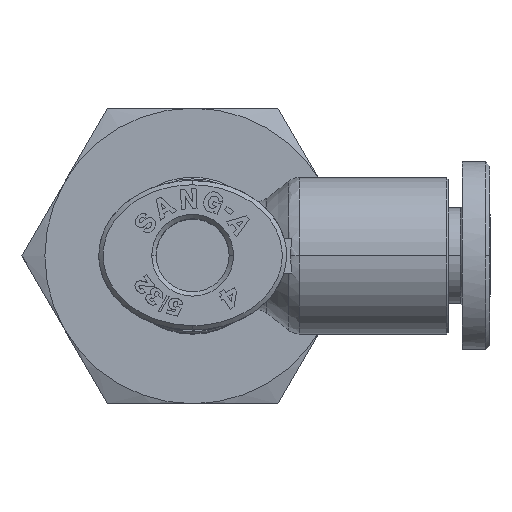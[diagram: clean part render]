
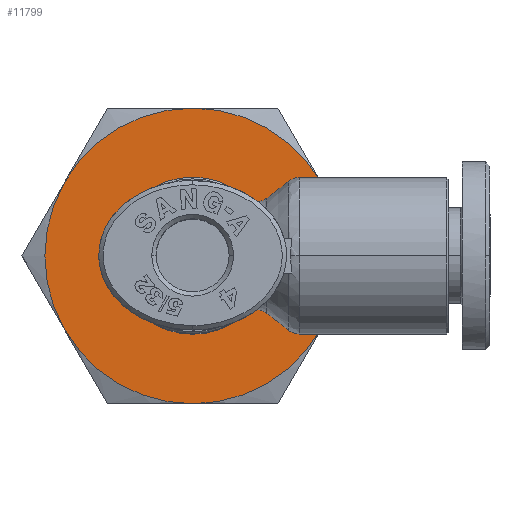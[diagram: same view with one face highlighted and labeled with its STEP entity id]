
A CAD part, top view. The second image highlights one B-rep face of the part: STEP entity #11799.
In plain terms, the highlighted planar face has unit normal (0, 0, 1).
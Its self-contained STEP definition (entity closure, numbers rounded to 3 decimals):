
#795 = CIRCLE ( 'NONE', #13917, 8.5 ) ;
#955 = DIRECTION ( 'NONE',  ( 0., 0., -1. ) ) ;
#1688 = CARTESIAN_POINT ( 'NONE',  ( -5.3, 0., -4.8 ) ) ;
#1690 = FACE_BOUND ( 'NONE', #26234, .T. ) ;
#1945 = AXIS2_PLACEMENT_3D ( 'NONE', #14479, #955, #5647 ) ;
#2082 = EDGE_CURVE ( 'NONE', #11867, #19879, #795, .T. ) ;
#2208 = EDGE_LOOP ( 'NONE', ( #13259, #24129, #26331, #8187, #6104, #9754 ) ) ;
#2738 = CIRCLE ( 'NONE', #21895, 8.5 ) ;
#3624 = EDGE_CURVE ( 'NONE', #13322, #26515, #26740, .T. ) ;
#4340 = CARTESIAN_POINT ( 'NONE',  ( -5.3, 0., -4.8 ) ) ;
#4355 = AXIS2_PLACEMENT_3D ( 'NONE', #4340, #8579, #8779 ) ;
#5185 = DIRECTION ( 'NONE',  ( 0., 0., 1. ) ) ;
#5189 = DIRECTION ( 'NONE',  ( 0., 1., 0. ) ) ;
#5307 = AXIS2_PLACEMENT_3D ( 'NONE', #25157, #9436, #13875 ) ;
#5647 = DIRECTION ( 'NONE',  ( -1., 0., 0. ) ) ;
#6104 = ORIENTED_EDGE ( 'NONE', *, *, #12003, .F. ) ;
#6478 = CARTESIAN_POINT ( 'NONE',  ( -5.3, 4.501, -4.8 ) ) ;
#6673 = CARTESIAN_POINT ( 'NONE',  ( -5.3, 0., -4.8 ) ) ;
#6763 = CARTESIAN_POINT ( 'NONE',  ( -12.661, -4.25, -4.8 ) ) ;
#7252 = CARTESIAN_POINT ( 'NONE',  ( -5.3, 0., -4.8 ) ) ;
#8187 = ORIENTED_EDGE ( 'NONE', *, *, #18231, .F. ) ;
#8355 = DIRECTION ( 'NONE',  ( 0., 1., 0. ) ) ;
#8410 = EDGE_CURVE ( 'NONE', #8833, #20599, #19497, .T. ) ;
#8548 = CARTESIAN_POINT ( 'NONE',  ( -5.3, 0., -4.8 ) ) ;
#8579 = DIRECTION ( 'NONE',  ( 0., 0., -1. ) ) ;
#8779 = DIRECTION ( 'NONE',  ( 0., 1., 0. ) ) ;
#8833 = VERTEX_POINT ( 'NONE', #26368 ) ;
#8887 = VERTEX_POINT ( 'NONE', #6763 ) ;
#8938 = DIRECTION ( 'NONE',  ( 0., 1., 0. ) ) ;
#9181 = ORIENTED_EDGE ( 'NONE', *, *, #20775, .F. ) ;
#9436 = DIRECTION ( 'NONE',  ( 0., 0., 1. ) ) ;
#9656 = CARTESIAN_POINT ( 'NONE',  ( -5.3, -8.5, -4.8 ) ) ;
#9754 = ORIENTED_EDGE ( 'NONE', *, *, #3624, .F. ) ;
#10426 = EDGE_CURVE ( 'NONE', #8887, #13322, #18565, .T. ) ;
#10732 = CIRCLE ( 'NONE', #4355, 8.5 ) ;
#11799 = ADVANCED_FACE ( 'NONE', ( #1690, #24855 ), #20957, .F. ) ;
#11825 = AXIS2_PLACEMENT_3D ( 'NONE', #6673, #13088, #8938 ) ;
#11867 = VERTEX_POINT ( 'NONE', #18774 ) ;
#12003 = EDGE_CURVE ( 'NONE', #26515, #17525, #10732, .T. ) ;
#13088 = DIRECTION ( 'NONE',  ( 0., 0., -1. ) ) ;
#13259 = ORIENTED_EDGE ( 'NONE', *, *, #10426, .F. ) ;
#13322 = VERTEX_POINT ( 'NONE', #19265 ) ;
#13875 = DIRECTION ( 'NONE',  ( 0., 1., 0. ) ) ;
#13903 = DIRECTION ( 'NONE',  ( 0., 0., -1. ) ) ;
#13917 = AXIS2_PLACEMENT_3D ( 'NONE', #16454, #23447, #5189 ) ;
#14479 = CARTESIAN_POINT ( 'NONE',  ( -5.3, 0., -4.8 ) ) ;
#15873 = CIRCLE ( 'NONE', #11825, 8.5 ) ;
#15930 = CARTESIAN_POINT ( 'NONE',  ( -5.3, 0., -4.8 ) ) ;
#16452 = DIRECTION ( 'NONE',  ( 0., 1., 0. ) ) ;
#16454 = CARTESIAN_POINT ( 'NONE',  ( -5.3, 0., -4.8 ) ) ;
#17525 = VERTEX_POINT ( 'NONE', #22603 ) ;
#18231 = EDGE_CURVE ( 'NONE', #17525, #11867, #2738, .T. ) ;
#18565 = CIRCLE ( 'NONE', #26398, 8.5 ) ;
#18774 = CARTESIAN_POINT ( 'NONE',  ( 2.061, -4.25, -4.8 ) ) ;
#19265 = CARTESIAN_POINT ( 'NONE',  ( -12.661, 4.25, -4.8 ) ) ;
#19401 = DIRECTION ( 'NONE',  ( 0., 1., 0. ) ) ;
#19497 = CIRCLE ( 'NONE', #5307, 4.501 ) ;
#19499 = DIRECTION ( 'NONE',  ( 0., 0., -1. ) ) ;
#19879 = VERTEX_POINT ( 'NONE', #9656 ) ;
#20263 = AXIS2_PLACEMENT_3D ( 'NONE', #7252, #5185, #16452 ) ;
#20523 = AXIS2_PLACEMENT_3D ( 'NONE', #15930, #13903, #27014 ) ;
#20527 = EDGE_CURVE ( 'NONE', #19879, #8887, #15873, .T. ) ;
#20599 = VERTEX_POINT ( 'NONE', #6478 ) ;
#20775 = EDGE_CURVE ( 'NONE', #20599, #8833, #21818, .T. ) ;
#20916 = ORIENTED_EDGE ( 'NONE', *, *, #8410, .F. ) ;
#20957 = PLANE ( 'NONE',  #1945 ) ;
#21780 = DIRECTION ( 'NONE',  ( 0., 0., -1. ) ) ;
#21818 = CIRCLE ( 'NONE', #20263, 4.501 ) ;
#21895 = AXIS2_PLACEMENT_3D ( 'NONE', #1688, #19499, #19401 ) ;
#22603 = CARTESIAN_POINT ( 'NONE',  ( 2.061, 4.25, -4.8 ) ) ;
#23447 = DIRECTION ( 'NONE',  ( 0., 0., -1. ) ) ;
#24129 = ORIENTED_EDGE ( 'NONE', *, *, #20527, .F. ) ;
#24855 = FACE_OUTER_BOUND ( 'NONE', #2208, .T. ) ;
#25157 = CARTESIAN_POINT ( 'NONE',  ( -5.3, 0., -4.8 ) ) ;
#26234 = EDGE_LOOP ( 'NONE', ( #9181, #20916 ) ) ;
#26331 = ORIENTED_EDGE ( 'NONE', *, *, #2082, .F. ) ;
#26368 = CARTESIAN_POINT ( 'NONE',  ( -5.3, -4.501, -4.8 ) ) ;
#26398 = AXIS2_PLACEMENT_3D ( 'NONE', #8548, #21780, #8355 ) ;
#26515 = VERTEX_POINT ( 'NONE', #26855 ) ;
#26740 = CIRCLE ( 'NONE', #20523, 8.5 ) ;
#26855 = CARTESIAN_POINT ( 'NONE',  ( -5.3, 8.5, -4.8 ) ) ;
#27014 = DIRECTION ( 'NONE',  ( 0., 1., 0. ) ) ;
